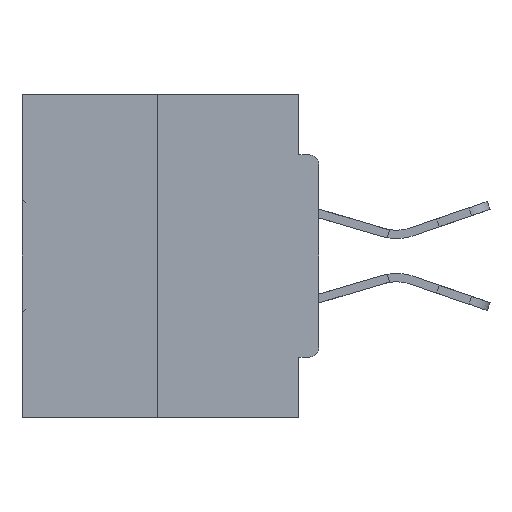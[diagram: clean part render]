
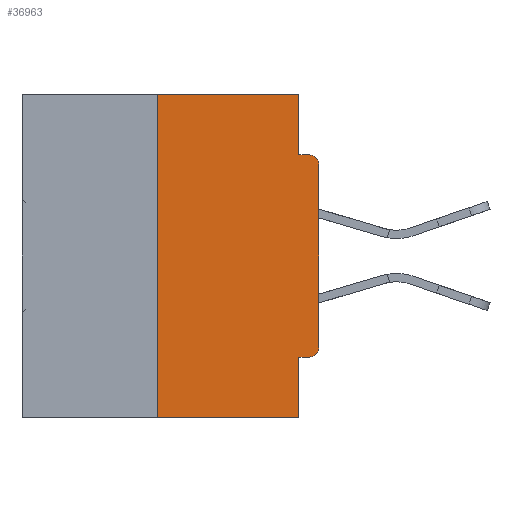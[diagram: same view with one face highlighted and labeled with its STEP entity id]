
A CAD part, left-side view. The second image highlights one B-rep face of the part: STEP entity #36963.
In plain terms, the highlighted planar face has unit normal (-1, 0, 0).
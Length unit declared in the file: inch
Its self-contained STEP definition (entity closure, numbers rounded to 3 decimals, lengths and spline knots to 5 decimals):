
#43 = LINE ( 'NONE', #14111, #12662 ) ;
#221 = DIRECTION ( 'NONE',  ( 0., 0., 1. ) ) ;
#446 = CARTESIAN_POINT ( 'NONE',  ( 0., 0.015, -0.3915 ) ) ;
#873 = CIRCLE ( 'NONE', #3094, 0.015 ) ;
#3094 = AXIS2_PLACEMENT_3D ( 'NONE', #446, #28358, #35966 ) ;
#3266 = DIRECTION ( 'NONE',  ( 0., 1., 0. ) ) ;
#3573 = EDGE_CURVE ( 'NONE', #4397, #37353, #40034, .T. ) ;
#3686 = CARTESIAN_POINT ( 'NONE',  ( 0., 0., 0. ) ) ;
#4390 = ORIENTED_EDGE ( 'NONE', *, *, #41057, .T. ) ;
#4397 = VERTEX_POINT ( 'NONE', #33020 ) ;
#4418 = AXIS2_PLACEMENT_3D ( 'NONE', #21955, #4895, #42946 ) ;
#4895 = DIRECTION ( 'NONE',  ( -1., 0., 0. ) ) ;
#5173 = EDGE_LOOP ( 'NONE', ( #31169, #41038, #41380, #8256, #18260, #16758, #5531, #4390, #29159, #42470 ) ) ;
#5282 = DIRECTION ( 'NONE',  ( 0., 0., -1. ) ) ;
#5531 = ORIENTED_EDGE ( 'NONE', *, *, #11208, .T. ) ;
#6261 = CARTESIAN_POINT ( 'NONE',  ( 0., 0.031, -0.5 ) ) ;
#7353 = EDGE_CURVE ( 'NONE', #37353, #21915, #29276, .T. ) ;
#8256 = ORIENTED_EDGE ( 'NONE', *, *, #25862, .F. ) ;
#8456 = DIRECTION ( 'NONE',  ( 0., 0., 1. ) ) ;
#8967 = CARTESIAN_POINT ( 'NONE',  ( 0., 0.031, 0. ) ) ;
#9137 = CARTESIAN_POINT ( 'NONE',  ( 0., 0.25, 0. ) ) ;
#10183 = DIRECTION ( 'NONE',  ( 0., 0., -1. ) ) ;
#10754 = CARTESIAN_POINT ( 'NONE',  ( 0., 0., -0.3915 ) ) ;
#11042 = CARTESIAN_POINT ( 'NONE',  ( 0., 0.46, 0. ) ) ;
#11113 = VERTEX_POINT ( 'NONE', #6261 ) ;
#11208 = EDGE_CURVE ( 'NONE', #16411, #25209, #41977, .T. ) ;
#12171 = PLANE ( 'NONE',  #13358 ) ;
#12614 = VECTOR ( 'NONE', #5282, 39.37008 ) ;
#12639 = VECTOR ( 'NONE', #30915, 39.37008 ) ;
#12662 = VECTOR ( 'NONE', #25798, 39.37008 ) ;
#13358 = AXIS2_PLACEMENT_3D ( 'NONE', #15420, #26270, #29053 ) ;
#14111 = CARTESIAN_POINT ( 'NONE',  ( 0., 0., -0.0935 ) ) ;
#15016 = VECTOR ( 'NONE', #8456, 39.37008 ) ;
#15420 = CARTESIAN_POINT ( 'NONE',  ( 0., 0.46, 0. ) ) ;
#16411 = VERTEX_POINT ( 'NONE', #10754 ) ;
#16758 = ORIENTED_EDGE ( 'NONE', *, *, #42791, .T. ) ;
#17438 = VECTOR ( 'NONE', #43327, 39.37008 ) ;
#17697 = EDGE_CURVE ( 'NONE', #38197, #17895, #43, .T. ) ;
#17895 = VERTEX_POINT ( 'NONE', #44917 ) ;
#18018 = CARTESIAN_POINT ( 'NONE',  ( 0., 0., -0.4065 ) ) ;
#18260 = ORIENTED_EDGE ( 'NONE', *, *, #35386, .F. ) ;
#18866 = VERTEX_POINT ( 'NONE', #39486 ) ;
#20809 = LINE ( 'NONE', #18018, #38317 ) ;
#21915 = VERTEX_POINT ( 'NONE', #31183 ) ;
#21955 = CARTESIAN_POINT ( 'NONE',  ( 0., 0.015, -0.1085 ) ) ;
#24296 = CIRCLE ( 'NONE', #4418, 0.015 ) ;
#25209 = VERTEX_POINT ( 'NONE', #44139 ) ;
#25798 = DIRECTION ( 'NONE',  ( 0., -1., 0. ) ) ;
#25862 = EDGE_CURVE ( 'NONE', #31463, #11113, #41326, .T. ) ;
#26270 = DIRECTION ( 'NONE',  ( 1., 0., 0. ) ) ;
#27434 = LINE ( 'NONE', #31366, #12639 ) ;
#27715 = CARTESIAN_POINT ( 'NONE',  ( 0., 0.031, -0.5 ) ) ;
#28358 = DIRECTION ( 'NONE',  ( -1., 0., 0. ) ) ;
#29053 = DIRECTION ( 'NONE',  ( 0., 0., -1. ) ) ;
#29159 = ORIENTED_EDGE ( 'NONE', *, *, #17697, .F. ) ;
#29215 = VECTOR ( 'NONE', #10183, 39.37008 ) ;
#29276 = LINE ( 'NONE', #11042, #17438 ) ;
#29573 = VECTOR ( 'NONE', #221, 39.37008 ) ;
#30651 = LINE ( 'NONE', #8967, #12614 ) ;
#30915 = DIRECTION ( 'NONE',  ( 0., -1., 0. ) ) ;
#31169 = ORIENTED_EDGE ( 'NONE', *, *, #7353, .F. ) ;
#31183 = CARTESIAN_POINT ( 'NONE',  ( 0., 0.031, 0. ) ) ;
#31366 = CARTESIAN_POINT ( 'NONE',  ( 0., 0.46, -0.5 ) ) ;
#31463 = VERTEX_POINT ( 'NONE', #35331 ) ;
#33020 = CARTESIAN_POINT ( 'NONE',  ( 0., 0.25, -0.5 ) ) ;
#35331 = CARTESIAN_POINT ( 'NONE',  ( 0., 0.031, -0.4065 ) ) ;
#35386 = EDGE_CURVE ( 'NONE', #18866, #31463, #20809, .T. ) ;
#35966 = DIRECTION ( 'NONE',  ( 0., 0., -1. ) ) ;
#36963 = ADVANCED_FACE ( 'NONE', ( #43784 ), #12171, .F. ) ;
#37115 = EDGE_CURVE ( 'NONE', #21915, #38197, #30651, .T. ) ;
#37353 = VERTEX_POINT ( 'NONE', #40990 ) ;
#37823 = CARTESIAN_POINT ( 'NONE',  ( 0., 0.031, -0.0935 ) ) ;
#38197 = VERTEX_POINT ( 'NONE', #37823 ) ;
#38317 = VECTOR ( 'NONE', #3266, 39.37008 ) ;
#39486 = CARTESIAN_POINT ( 'NONE',  ( 0., 0.015, -0.4065 ) ) ;
#40034 = LINE ( 'NONE', #9137, #15016 ) ;
#40990 = CARTESIAN_POINT ( 'NONE',  ( 0., 0.25, 0. ) ) ;
#41038 = ORIENTED_EDGE ( 'NONE', *, *, #3573, .F. ) ;
#41057 = EDGE_CURVE ( 'NONE', #25209, #17895, #24296, .T. ) ;
#41326 = LINE ( 'NONE', #27715, #29215 ) ;
#41380 = ORIENTED_EDGE ( 'NONE', *, *, #42532, .T. ) ;
#41977 = LINE ( 'NONE', #3686, #29573 ) ;
#42470 = ORIENTED_EDGE ( 'NONE', *, *, #37115, .F. ) ;
#42532 = EDGE_CURVE ( 'NONE', #4397, #11113, #27434, .T. ) ;
#42791 = EDGE_CURVE ( 'NONE', #18866, #16411, #873, .T. ) ;
#42946 = DIRECTION ( 'NONE',  ( 0., 0., -1. ) ) ;
#43327 = DIRECTION ( 'NONE',  ( 0., -1., 0. ) ) ;
#43784 = FACE_OUTER_BOUND ( 'NONE', #5173, .T. ) ;
#44139 = CARTESIAN_POINT ( 'NONE',  ( 0., 0., -0.1085 ) ) ;
#44917 = CARTESIAN_POINT ( 'NONE',  ( 0., 0.015, -0.0935 ) ) ;
